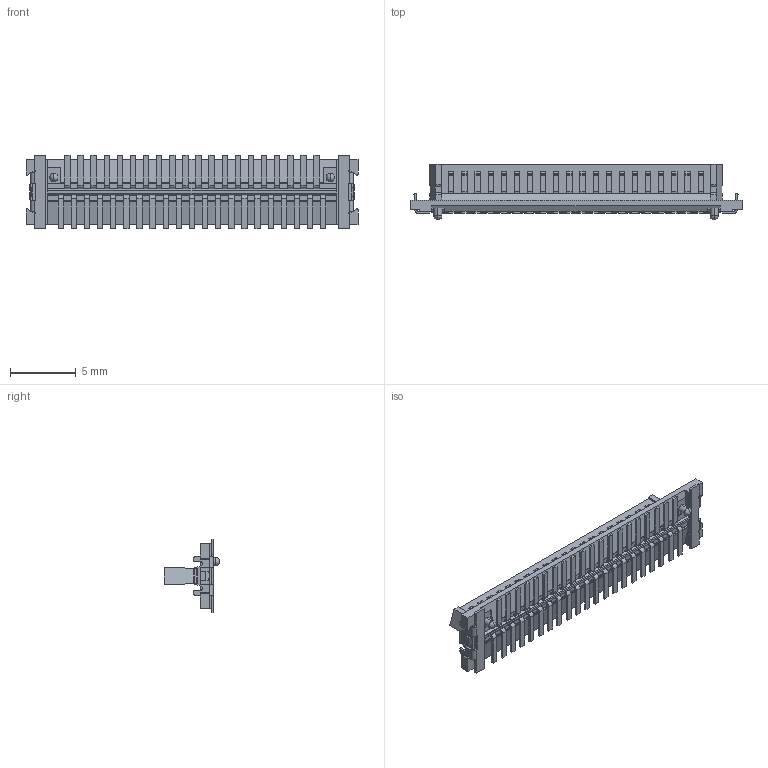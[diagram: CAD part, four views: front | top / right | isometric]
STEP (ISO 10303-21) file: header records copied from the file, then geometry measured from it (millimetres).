
FILE_DESCRIPTION (( 'STEP AP214' ), '1' );
FILE_NAME ('10162582-1134141LF.STEP', '2023-06-08T07:00:26', ( '' ), ( '' ), 'SwSTEP 2.0', 'SolidWorks 2021', '' );
FILE_SCHEMA (( 'AUTOMOTIVE_DESIGN' ));
Length unit declared in the file: millimetre
Products named in the file (1): 10162582-1134141LF
Bounding box: 25.3 x 4.23 x 5.59 mm (x, y, z)
Volume: 155.2 mm3; surface area: 637.8 mm2
Topology: 85 solids, 85 shells, 987 faces, 2428 edges, 1606 vertices
Faces by surface type: plane 696, cylinder 287, sphere 4
Entity records: 33674 total; most frequent: CARTESIAN_POINT 5166, DIRECTION 4938, ORIENTED_EDGE 4840, EDGE_CURVE 2420, VECTOR 1838, LINE 1838, VERTEX_POINT 1602, AXIS2_PLACEMENT_3D 1550
